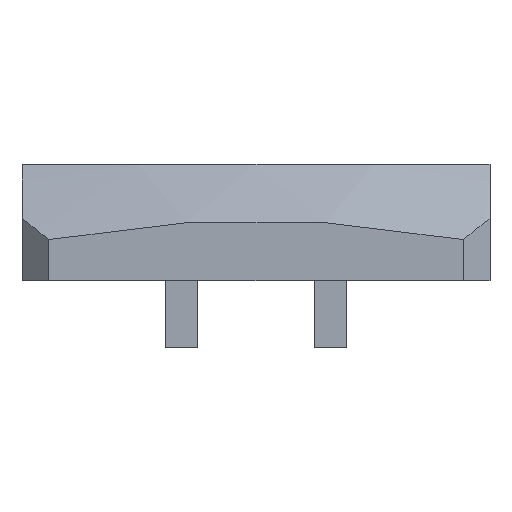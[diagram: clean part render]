
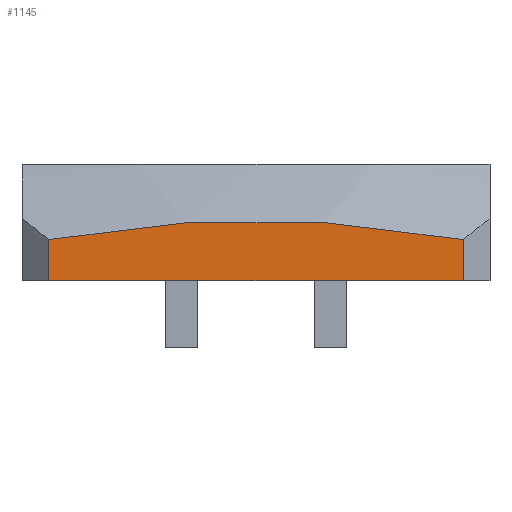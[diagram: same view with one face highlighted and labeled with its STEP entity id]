
A CAD part, front view. The second image highlights one B-rep face of the part: STEP entity #1145.
In plain terms, the highlighted planar face has unit normal (0, -1, 0).
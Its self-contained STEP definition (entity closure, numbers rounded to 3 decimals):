
#141 = SPHERICAL_SURFACE('',#142,60.);
#142 = AXIS2_PLACEMENT_3D('',#143,#144,#145);
#143 = CARTESIAN_POINT('',(0.,22.176,-40.426));
#144 = DIRECTION('',(0.,0.,1.));
#145 = DIRECTION('',(1.,0.,0.));
#174 = PLANE('',#175);
#175 = AXIS2_PLACEMENT_3D('',#176,#177,#178);
#176 = CARTESIAN_POINT('',(-8.25,-19.5,0.));
#177 = DIRECTION('',(-0.707,-0.707,0.));
#178 = DIRECTION('',(-0.,-0.,-1.));
#202 = PLANE('',#203);
#203 = AXIS2_PLACEMENT_3D('',#204,#205,#206);
#204 = CARTESIAN_POINT('',(-8.75,-20.,0.));
#205 = DIRECTION('',(0.,0.,1.));
#206 = DIRECTION('',(1.,0.,0.));
#492 = VERTEX_POINT('',#493);
#493 = CARTESIAN_POINT('',(-7.75,-20.,0.));
#514 = EDGE_CURVE('',#492,#515,#517,.T.);
#515 = VERTEX_POINT('',#516);
#516 = CARTESIAN_POINT('',(7.75,-20.,0.));
#517 = SURFACE_CURVE('',#518,(#522,#529),.PCURVE_S1.);
#518 = LINE('',#519,#520);
#519 = CARTESIAN_POINT('',(-8.75,-20.,0.));
#520 = VECTOR('',#521,1.);
#521 = DIRECTION('',(1.,0.,0.));
#522 = PCURVE('',#202,#523);
#523 = DEFINITIONAL_REPRESENTATION('',(#524),#528);
#524 = LINE('',#525,#526);
#525 = CARTESIAN_POINT('',(0.,0.));
#526 = VECTOR('',#527,1.);
#527 = DIRECTION('',(1.,0.));
#528 = ( GEOMETRIC_REPRESENTATION_CONTEXT(2) 
PARAMETRIC_REPRESENTATION_CONTEXT() REPRESENTATION_CONTEXT('2D SPACE',''
  ) );
#529 = PCURVE('',#530,#535);
#530 = PLANE('',#531);
#531 = AXIS2_PLACEMENT_3D('',#532,#533,#534);
#532 = CARTESIAN_POINT('',(-8.75,-20.,0.));
#533 = DIRECTION('',(0.,1.,0.));
#534 = DIRECTION('',(0.,0.,1.));
#535 = DEFINITIONAL_REPRESENTATION('',(#536),#540);
#536 = LINE('',#537,#538);
#537 = CARTESIAN_POINT('',(0.,0.));
#538 = VECTOR('',#539,1.);
#539 = DIRECTION('',(0.,1.));
#540 = ( GEOMETRIC_REPRESENTATION_CONTEXT(2) 
PARAMETRIC_REPRESENTATION_CONTEXT() REPRESENTATION_CONTEXT('2D SPACE',''
  ) );
#558 = PLANE('',#559);
#559 = AXIS2_PLACEMENT_3D('',#560,#561,#562);
#560 = CARTESIAN_POINT('',(8.25,-19.5,0.));
#561 = DIRECTION('',(-0.707,0.707,0.));
#562 = DIRECTION('',(-0.,-0.,-1.));
#870 = VERTEX_POINT('',#871);
#871 = CARTESIAN_POINT('',(-7.75,-20.,1.539));
#900 = EDGE_CURVE('',#492,#870,#901,.T.);
#901 = SURFACE_CURVE('',#902,(#906,#913),.PCURVE_S1.);
#902 = LINE('',#903,#904);
#903 = CARTESIAN_POINT('',(-7.75,-20.,0.));
#904 = VECTOR('',#905,1.);
#905 = DIRECTION('',(0.,0.,1.));
#906 = PCURVE('',#174,#907);
#907 = DEFINITIONAL_REPRESENTATION('',(#908),#912);
#908 = LINE('',#909,#910);
#909 = CARTESIAN_POINT('',(-0.,0.707));
#910 = VECTOR('',#911,1.);
#911 = DIRECTION('',(-1.,0.));
#912 = ( GEOMETRIC_REPRESENTATION_CONTEXT(2) 
PARAMETRIC_REPRESENTATION_CONTEXT() REPRESENTATION_CONTEXT('2D SPACE',''
  ) );
#913 = PCURVE('',#530,#914);
#914 = DEFINITIONAL_REPRESENTATION('',(#915),#919);
#915 = LINE('',#916,#917);
#916 = CARTESIAN_POINT('',(0.,1.));
#917 = VECTOR('',#918,1.);
#918 = DIRECTION('',(1.,0.));
#919 = ( GEOMETRIC_REPRESENTATION_CONTEXT(2) 
PARAMETRIC_REPRESENTATION_CONTEXT() REPRESENTATION_CONTEXT('2D SPACE',''
  ) );
#950 = EDGE_CURVE('',#870,#951,#953,.T.);
#951 = VERTEX_POINT('',#952);
#952 = CARTESIAN_POINT('',(7.75,-20.,1.539));
#953 = SURFACE_CURVE('',#954,(#959,#972),.PCURVE_S1.);
#954 = CIRCLE('',#955,42.675);
#955 = AXIS2_PLACEMENT_3D('',#956,#957,#958);
#956 = CARTESIAN_POINT('',(0.,-20.,-40.426));
#957 = DIRECTION('',(0.,1.,0.));
#958 = DIRECTION('',(0.,-0.,1.));
#959 = PCURVE('',#141,#960);
#960 = DEFINITIONAL_REPRESENTATION('',(#961),#971);
#961 = B_SPLINE_CURVE_WITH_KNOTS('',8,(#962,#963,#964,#965,#966,#967,
    #968,#969,#970),.UNSPECIFIED.,.F.,.F.,(9,9),(6.101,
    6.466),.PIECEWISE_BEZIER_KNOTS.);
#962 = CARTESIAN_POINT('',(4.531,0.775));
#963 = CARTESIAN_POINT('',(4.575,0.783));
#964 = CARTESIAN_POINT('',(4.62,0.789));
#965 = CARTESIAN_POINT('',(4.666,0.792));
#966 = CARTESIAN_POINT('',(4.712,0.794));
#967 = CARTESIAN_POINT('',(4.759,0.792));
#968 = CARTESIAN_POINT('',(4.805,0.789));
#969 = CARTESIAN_POINT('',(4.85,0.783));
#970 = CARTESIAN_POINT('',(4.894,0.775));
#971 = ( GEOMETRIC_REPRESENTATION_CONTEXT(2) 
PARAMETRIC_REPRESENTATION_CONTEXT() REPRESENTATION_CONTEXT('2D SPACE',''
  ) );
#972 = PCURVE('',#530,#973);
#973 = DEFINITIONAL_REPRESENTATION('',(#974),#978);
#974 = CIRCLE('',#975,42.675);
#975 = AXIS2_PLACEMENT_2D('',#976,#977);
#976 = CARTESIAN_POINT('',(-40.426,8.75));
#977 = DIRECTION('',(1.,0.));
#978 = ( GEOMETRIC_REPRESENTATION_CONTEXT(2) 
PARAMETRIC_REPRESENTATION_CONTEXT() REPRESENTATION_CONTEXT('2D SPACE',''
  ) );
#1145 = ADVANCED_FACE('',(#1146),#530,.F.);
#1146 = FACE_BOUND('',#1147,.F.);
#1147 = EDGE_LOOP('',(#1148,#1149,#1150,#1151));
#1148 = ORIENTED_EDGE('',*,*,#514,.F.);
#1149 = ORIENTED_EDGE('',*,*,#900,.T.);
#1150 = ORIENTED_EDGE('',*,*,#950,.T.);
#1151 = ORIENTED_EDGE('',*,*,#1152,.F.);
#1152 = EDGE_CURVE('',#515,#951,#1153,.T.);
#1153 = SURFACE_CURVE('',#1154,(#1158,#1165),.PCURVE_S1.);
#1154 = LINE('',#1155,#1156);
#1155 = CARTESIAN_POINT('',(7.75,-20.,0.));
#1156 = VECTOR('',#1157,1.);
#1157 = DIRECTION('',(0.,0.,1.));
#1158 = PCURVE('',#530,#1159);
#1159 = DEFINITIONAL_REPRESENTATION('',(#1160),#1164);
#1160 = LINE('',#1161,#1162);
#1161 = CARTESIAN_POINT('',(0.,16.5));
#1162 = VECTOR('',#1163,1.);
#1163 = DIRECTION('',(1.,0.));
#1164 = ( GEOMETRIC_REPRESENTATION_CONTEXT(2) 
PARAMETRIC_REPRESENTATION_CONTEXT() REPRESENTATION_CONTEXT('2D SPACE',''
  ) );
#1165 = PCURVE('',#558,#1166);
#1166 = DEFINITIONAL_REPRESENTATION('',(#1167),#1171);
#1167 = LINE('',#1168,#1169);
#1168 = CARTESIAN_POINT('',(-0.,0.707));
#1169 = VECTOR('',#1170,1.);
#1170 = DIRECTION('',(-1.,0.));
#1171 = ( GEOMETRIC_REPRESENTATION_CONTEXT(2) 
PARAMETRIC_REPRESENTATION_CONTEXT() REPRESENTATION_CONTEXT('2D SPACE',''
  ) );
